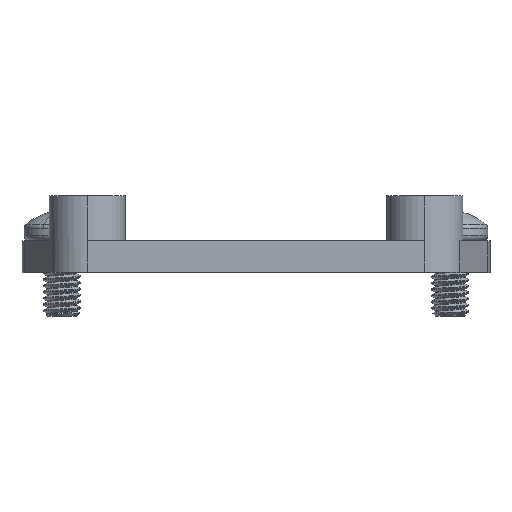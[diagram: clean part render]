
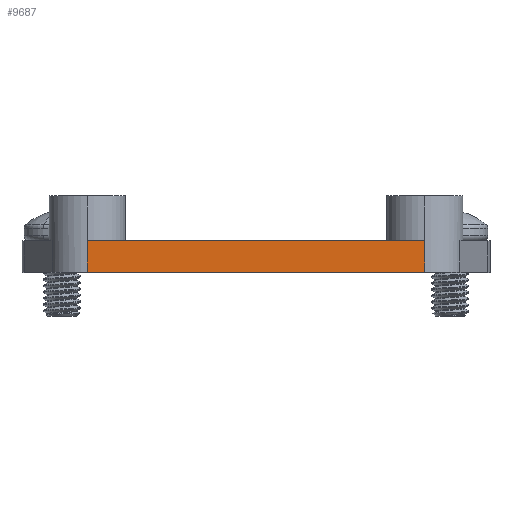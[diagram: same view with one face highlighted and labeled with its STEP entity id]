
A CAD part, top view. The second image highlights one B-rep face of the part: STEP entity #9687.
In plain terms, the highlighted planar face has unit normal (0, 0, 1).
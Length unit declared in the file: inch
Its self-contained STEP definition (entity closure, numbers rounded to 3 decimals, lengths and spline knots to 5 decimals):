
#1346 = CARTESIAN_POINT ( 'NONE',  ( -0.53033, 0.1, 0.65 ) ) ;
#1366 = VERTEX_POINT ( 'NONE', #4195 ) ;
#1641 = CARTESIAN_POINT ( 'NONE',  ( 0.53033, 0.1, 0.65 ) ) ;
#2449 = DIRECTION ( 'NONE',  ( 1., 0., 0. ) ) ;
#2651 = DIRECTION ( 'NONE',  ( 1., 0., 0. ) ) ;
#2708 = EDGE_CURVE ( 'NONE', #6172, #12443, #16789, .T. ) ;
#3685 = CARTESIAN_POINT ( 'NONE',  ( -0.616, 0.1, 0.65 ) ) ;
#4112 = FACE_OUTER_BOUND ( 'NONE', #8320, .T. ) ;
#4195 = CARTESIAN_POINT ( 'NONE',  ( 0.53033, 0., 0.65 ) ) ;
#4271 = LINE ( 'NONE', #3685, #10767 ) ;
#4720 = VECTOR ( 'NONE', #2651, 39.37008 ) ;
#5123 = LINE ( 'NONE', #10472, #4720 ) ;
#6059 = CARTESIAN_POINT ( 'NONE',  ( -0.616, 0.1, 0.65 ) ) ;
#6172 = VERTEX_POINT ( 'NONE', #12526 ) ;
#7076 = CARTESIAN_POINT ( 'NONE',  ( -0.53033, 0., 0.65 ) ) ;
#7255 = DIRECTION ( 'NONE',  ( -1., 0., 0. ) ) ;
#8320 = EDGE_LOOP ( 'NONE', ( #16251, #12497, #10270, #16689 ) ) ;
#9105 = VECTOR ( 'NONE', #14668, 39.37008 ) ;
#9687 = ADVANCED_FACE ( 'NONE', ( #4112 ), #15141, .F. ) ;
#9704 = VECTOR ( 'NONE', #11377, 39.37008 ) ;
#9705 = LINE ( 'NONE', #10489, #9105 ) ;
#9798 = DIRECTION ( 'NONE',  ( 0., 0., -1. ) ) ;
#9904 = EDGE_CURVE ( 'NONE', #6172, #1366, #5123, .T. ) ;
#10270 = ORIENTED_EDGE ( 'NONE', *, *, #9904, .T. ) ;
#10472 = CARTESIAN_POINT ( 'NONE',  ( -0.616, 0., 0.65 ) ) ;
#10489 = CARTESIAN_POINT ( 'NONE',  ( 0.53033, 0., 0.65 ) ) ;
#10678 = AXIS2_PLACEMENT_3D ( 'NONE', #6059, #9798, #7255 ) ;
#10767 = VECTOR ( 'NONE', #2449, 39.37008 ) ;
#11377 = DIRECTION ( 'NONE',  ( 0., 1., 0. ) ) ;
#12443 = VERTEX_POINT ( 'NONE', #1346 ) ;
#12497 = ORIENTED_EDGE ( 'NONE', *, *, #2708, .F. ) ;
#12526 = CARTESIAN_POINT ( 'NONE',  ( -0.53033, 0., 0.65 ) ) ;
#13707 = EDGE_CURVE ( 'NONE', #12443, #13901, #4271, .T. ) ;
#13901 = VERTEX_POINT ( 'NONE', #1641 ) ;
#14668 = DIRECTION ( 'NONE',  ( 0., 1., 0. ) ) ;
#15141 = PLANE ( 'NONE',  #10678 ) ;
#16251 = ORIENTED_EDGE ( 'NONE', *, *, #13707, .F. ) ;
#16689 = ORIENTED_EDGE ( 'NONE', *, *, #16706, .T. ) ;
#16706 = EDGE_CURVE ( 'NONE', #1366, #13901, #9705, .T. ) ;
#16789 = LINE ( 'NONE', #7076, #9704 ) ;
